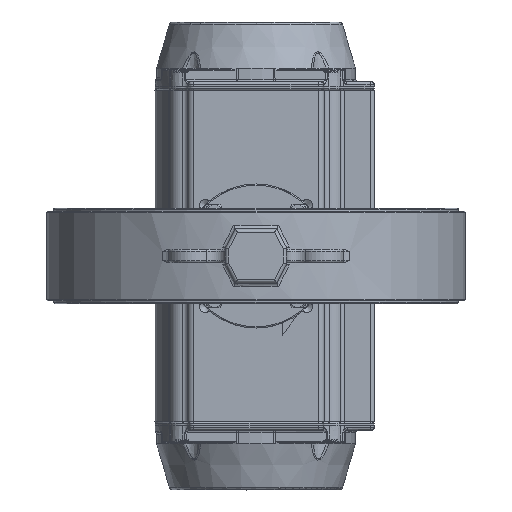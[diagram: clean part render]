
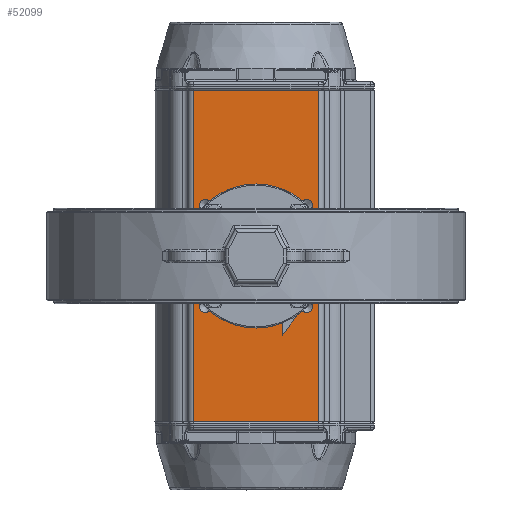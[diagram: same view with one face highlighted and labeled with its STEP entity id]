
A CAD part, front view. The second image highlights one B-rep face of the part: STEP entity #52099.
In plain terms, the highlighted planar face has unit normal (0, -1, 0).
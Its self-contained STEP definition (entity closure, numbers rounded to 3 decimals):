
#3347=CIRCLE('',#56570,4.188);
#3348=CIRCLE('',#56571,4.188);
#3349=CIRCLE('',#56572,4.188);
#3350=CIRCLE('',#56573,4.188);
#3351=CIRCLE('',#56574,5.053);
#3352=CIRCLE('',#56575,5.053);
#3353=CIRCLE('',#56576,5.053);
#3354=CIRCLE('',#56577,5.053);
#3355=CIRCLE('',#56578,33.981);
#6023=LINE('',#85487,#8692);
#6024=LINE('',#85489,#8693);
#6025=LINE('',#85491,#8694);
#6026=LINE('',#85493,#8695);
#8692=VECTOR('',#63566,1000.);
#8693=VECTOR('',#63569,1000.);
#8694=VECTOR('',#63570,1000.);
#8695=VECTOR('',#63571,1000.);
#14209=ORIENTED_EDGE('',*,*,#28396,.F.);
#14210=ORIENTED_EDGE('',*,*,#28395,.T.);
#14211=ORIENTED_EDGE('',*,*,#28397,.T.);
#14212=ORIENTED_EDGE('',*,*,#28398,.F.);
#14213=ORIENTED_EDGE('',*,*,#28399,.T.);
#14214=ORIENTED_EDGE('',*,*,#28400,.T.);
#14215=ORIENTED_EDGE('',*,*,#28401,.T.);
#14216=ORIENTED_EDGE('',*,*,#28402,.T.);
#14217=ORIENTED_EDGE('',*,*,#28403,.T.);
#14218=ORIENTED_EDGE('',*,*,#28404,.T.);
#14219=ORIENTED_EDGE('',*,*,#28405,.T.);
#14220=ORIENTED_EDGE('',*,*,#28406,.T.);
#14221=ORIENTED_EDGE('',*,*,#28407,.T.);
#28395=EDGE_CURVE('',#35791,#35792,#6023,.T.);
#28396=EDGE_CURVE('',#35791,#35793,#6024,.T.);
#28397=EDGE_CURVE('',#35792,#35794,#6025,.T.);
#28398=EDGE_CURVE('',#35793,#35794,#6026,.T.);
#28399=EDGE_CURVE('',#35795,#35795,#3347,.T.);
#28400=EDGE_CURVE('',#35796,#35796,#3348,.T.);
#28401=EDGE_CURVE('',#35797,#35797,#3349,.T.);
#28402=EDGE_CURVE('',#35798,#35798,#3350,.T.);
#28403=EDGE_CURVE('',#35799,#35799,#3351,.T.);
#28404=EDGE_CURVE('',#35800,#35800,#3352,.T.);
#28405=EDGE_CURVE('',#35801,#35801,#3353,.T.);
#28406=EDGE_CURVE('',#35802,#35802,#3354,.T.);
#28407=EDGE_CURVE('',#35803,#35803,#3355,.T.);
#35791=VERTEX_POINT('',#85484);
#35792=VERTEX_POINT('',#85486);
#35793=VERTEX_POINT('',#85490);
#35794=VERTEX_POINT('',#85492);
#35795=VERTEX_POINT('',#85495);
#35796=VERTEX_POINT('',#85497);
#35797=VERTEX_POINT('',#85499);
#35798=VERTEX_POINT('',#85501);
#35799=VERTEX_POINT('',#85503);
#35800=VERTEX_POINT('',#85505);
#35801=VERTEX_POINT('',#85507);
#35802=VERTEX_POINT('',#85509);
#35803=VERTEX_POINT('',#85511);
#43441=EDGE_LOOP('',(#14209,#14210,#14211,#14212));
#43442=EDGE_LOOP('',(#14213));
#43443=EDGE_LOOP('',(#14214));
#43444=EDGE_LOOP('',(#14215));
#43445=EDGE_LOOP('',(#14216));
#43446=EDGE_LOOP('',(#14217));
#43447=EDGE_LOOP('',(#14218));
#43448=EDGE_LOOP('',(#14219));
#43449=EDGE_LOOP('',(#14220));
#43450=EDGE_LOOP('',(#14221));
#47401=FACE_BOUND('',#43441,.T.);
#47402=FACE_BOUND('',#43442,.T.);
#47403=FACE_BOUND('',#43443,.T.);
#47404=FACE_BOUND('',#43444,.T.);
#47405=FACE_BOUND('',#43445,.T.);
#47406=FACE_BOUND('',#43446,.T.);
#47407=FACE_BOUND('',#43447,.T.);
#47408=FACE_BOUND('',#43448,.T.);
#47409=FACE_BOUND('',#43449,.T.);
#47410=FACE_BOUND('',#43450,.T.);
#50737=PLANE('',#56569);
#52099=ADVANCED_FACE('',(#47401,#47402,#47403,#47404,#47405,#47406,#47407,
#47408,#47409,#47410),#50737,.T.);
#56569=AXIS2_PLACEMENT_3D('',#85488,#63567,#63568);
#56570=AXIS2_PLACEMENT_3D('',#85494,#63572,#63573);
#56571=AXIS2_PLACEMENT_3D('',#85496,#63574,#63575);
#56572=AXIS2_PLACEMENT_3D('',#85498,#63576,#63577);
#56573=AXIS2_PLACEMENT_3D('',#85500,#63578,#63579);
#56574=AXIS2_PLACEMENT_3D('',#85502,#63580,#63581);
#56575=AXIS2_PLACEMENT_3D('',#85504,#63582,#63583);
#56576=AXIS2_PLACEMENT_3D('',#85506,#63584,#63585);
#56577=AXIS2_PLACEMENT_3D('',#85508,#63586,#63587);
#56578=AXIS2_PLACEMENT_3D('',#85510,#63588,#63589);
#63566=DIRECTION('',(0.,0.,-1.));
#63567=DIRECTION('',(0.,-1.,0.));
#63568=DIRECTION('',(0.,0.,-1.));
#63569=DIRECTION('',(1.,0.,0.));
#63570=DIRECTION('',(1.,0.,0.));
#63571=DIRECTION('',(0.,0.,-1.));
#63572=DIRECTION('',(0.,1.,0.));
#63573=DIRECTION('',(0.,0.,-1.));
#63574=DIRECTION('',(0.,1.,0.));
#63575=DIRECTION('',(0.,0.,-1.));
#63576=DIRECTION('',(0.,1.,0.));
#63577=DIRECTION('',(0.,0.,-1.));
#63578=DIRECTION('',(0.,1.,0.));
#63579=DIRECTION('',(0.,0.,-1.));
#63580=DIRECTION('',(0.,1.,0.));
#63581=DIRECTION('',(0.,0.,-1.));
#63582=DIRECTION('',(0.,1.,0.));
#63583=DIRECTION('',(0.,0.,-1.));
#63584=DIRECTION('',(0.,1.,0.));
#63585=DIRECTION('',(0.,0.,-1.));
#63586=DIRECTION('',(0.,1.,0.));
#63587=DIRECTION('',(0.,0.,-1.));
#63588=DIRECTION('',(0.,1.,0.));
#63589=DIRECTION('',(0.,0.,-1.));
#85484=CARTESIAN_POINT('',(-54.,-100.,288.));
#85486=CARTESIAN_POINT('',(-54.,-100.,0.));
#85487=CARTESIAN_POINT('',(-54.,-100.,0.));
#85488=CARTESIAN_POINT('',(-54.,-100.,0.));
#85489=CARTESIAN_POINT('',(11.791,-100.,288.));
#85490=CARTESIAN_POINT('',(54.,-100.,288.));
#85491=CARTESIAN_POINT('',(11.791,-100.,0.));
#85492=CARTESIAN_POINT('',(54.,-100.,0.));
#85493=CARTESIAN_POINT('',(54.,-100.,0.));
#85494=CARTESIAN_POINT('',(-36.062,-100.,107.938));
#85495=CARTESIAN_POINT('',(-36.062,-100.,103.75));
#85496=CARTESIAN_POINT('',(36.062,-100.,107.938));
#85497=CARTESIAN_POINT('',(36.062,-100.,103.75));
#85498=CARTESIAN_POINT('',(36.062,-100.,180.062));
#85499=CARTESIAN_POINT('',(36.062,-100.,175.874));
#85500=CARTESIAN_POINT('',(-36.062,-100.,180.062));
#85501=CARTESIAN_POINT('',(-36.062,-100.,175.874));
#85502=CARTESIAN_POINT('',(-44.194,-100.,99.806));
#85503=CARTESIAN_POINT('',(-44.194,-100.,94.753));
#85504=CARTESIAN_POINT('',(44.194,-100.,99.806));
#85505=CARTESIAN_POINT('',(44.194,-100.,94.753));
#85506=CARTESIAN_POINT('',(44.194,-100.,188.194));
#85507=CARTESIAN_POINT('',(44.194,-100.,183.141));
#85508=CARTESIAN_POINT('',(-44.194,-100.,188.194));
#85509=CARTESIAN_POINT('',(-44.194,-100.,183.141));
#85510=CARTESIAN_POINT('',(0.,-100.,144.));
#85511=CARTESIAN_POINT('',(0.,-100.,110.019));
